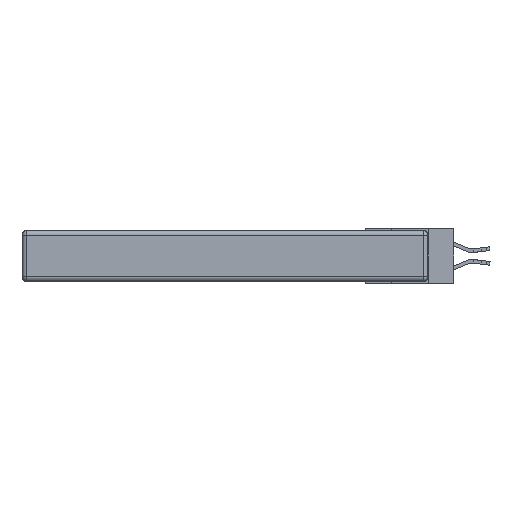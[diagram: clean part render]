
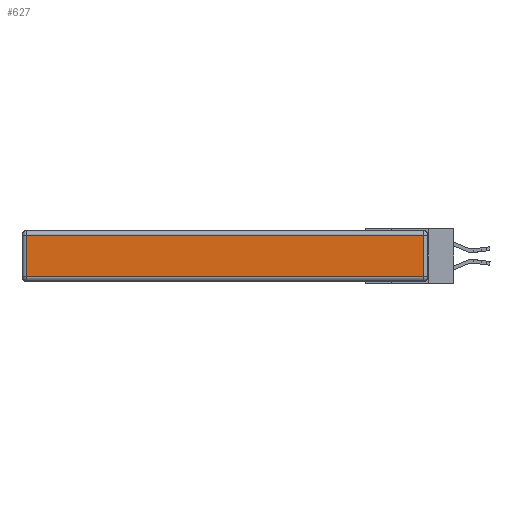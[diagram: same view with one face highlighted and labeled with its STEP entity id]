
A CAD part, left-side view. The second image highlights one B-rep face of the part: STEP entity #627.
In plain terms, the highlighted planar face has unit normal (-1, 0, 0).
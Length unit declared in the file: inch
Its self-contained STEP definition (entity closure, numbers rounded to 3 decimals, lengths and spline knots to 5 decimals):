
#627 = ADVANCED_FACE ( 'NONE', ( #2359 ), #21575, .T. ) ;
#660 = ORIENTED_EDGE ( 'NONE', *, *, #23424, .T. ) ;
#837 = LINE ( 'NONE', #11441, #10670 ) ;
#2359 = FACE_OUTER_BOUND ( 'NONE', #23554, .T. ) ;
#2507 = VECTOR ( 'NONE', #3788, 39.37008 ) ;
#2769 = DIRECTION ( 'NONE',  ( 0., -1., 0. ) ) ;
#3213 = CARTESIAN_POINT ( 'NONE',  ( 0., 0., -0.343 ) ) ;
#3596 = CARTESIAN_POINT ( 'NONE',  ( 0., 2.72, -0.313 ) ) ;
#3652 = DIRECTION ( 'NONE',  ( 0., 0., -1. ) ) ;
#3788 = DIRECTION ( 'NONE',  ( 0., 1., 0. ) ) ;
#3905 = CARTESIAN_POINT ( 'NONE',  ( 0., 0.03, -0.313 ) ) ;
#5073 = ORIENTED_EDGE ( 'NONE', *, *, #5681, .T. ) ;
#5271 = DIRECTION ( 'NONE',  ( -1., 0., 0. ) ) ;
#5681 = EDGE_CURVE ( 'NONE', #7953, #18683, #25510, .T. ) ;
#6744 = CARTESIAN_POINT ( 'NONE',  ( 0., 0., -0.313 ) ) ;
#7953 = VERTEX_POINT ( 'NONE', #3596 ) ;
#10461 = LINE ( 'NONE', #17547, #2507 ) ;
#10670 = VECTOR ( 'NONE', #3652, 39.37008 ) ;
#10685 = VERTEX_POINT ( 'NONE', #21038 ) ;
#11441 = CARTESIAN_POINT ( 'NONE',  ( 0., 2.72, -0.343 ) ) ;
#11656 = CARTESIAN_POINT ( 'NONE',  ( 0., 0.03, -0.03 ) ) ;
#13134 = CARTESIAN_POINT ( 'NONE',  ( 0., 0.03, -0.343 ) ) ;
#16998 = AXIS2_PLACEMENT_3D ( 'NONE', #3213, #5271, #19350 ) ;
#17025 = ORIENTED_EDGE ( 'NONE', *, *, #25064, .T. ) ;
#17547 = CARTESIAN_POINT ( 'NONE',  ( 0., 2.75, -0.03 ) ) ;
#18683 = VERTEX_POINT ( 'NONE', #3905 ) ;
#19170 = DIRECTION ( 'NONE',  ( 0., 0., 1. ) ) ;
#19340 = VECTOR ( 'NONE', #19170, 39.37008 ) ;
#19350 = DIRECTION ( 'NONE',  ( 0., 0., 1. ) ) ;
#21038 = CARTESIAN_POINT ( 'NONE',  ( 0., 2.72, -0.03 ) ) ;
#21328 = EDGE_CURVE ( 'NONE', #18683, #26072, #24730, .T. ) ;
#21575 = PLANE ( 'NONE',  #16998 ) ;
#23093 = ORIENTED_EDGE ( 'NONE', *, *, #21328, .T. ) ;
#23424 = EDGE_CURVE ( 'NONE', #26072, #10685, #10461, .T. ) ;
#23554 = EDGE_LOOP ( 'NONE', ( #5073, #23093, #660, #17025 ) ) ;
#23948 = VECTOR ( 'NONE', #2769, 39.37008 ) ;
#24730 = LINE ( 'NONE', #13134, #19340 ) ;
#25064 = EDGE_CURVE ( 'NONE', #10685, #7953, #837, .T. ) ;
#25510 = LINE ( 'NONE', #6744, #23948 ) ;
#26072 = VERTEX_POINT ( 'NONE', #11656 ) ;
